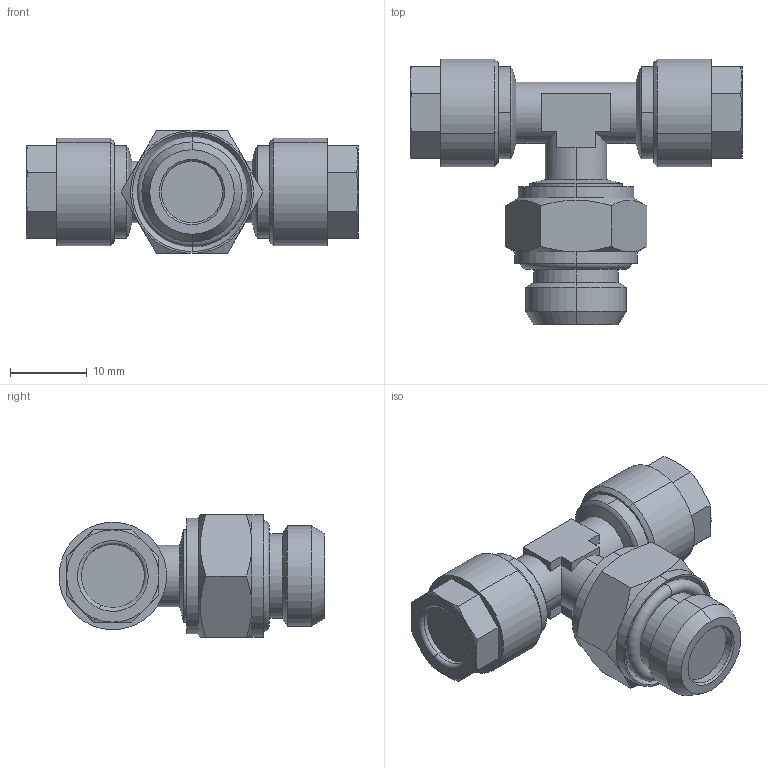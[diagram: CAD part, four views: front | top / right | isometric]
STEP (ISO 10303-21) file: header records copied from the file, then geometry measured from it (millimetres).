
FILE_DESCRIPTION(( 'MC.42.08.14.step' ), '1');
FILE_NAME( 'MC.42.08.14.step', '2018-11-09T15:45:28',( 'Sopra'),('sopra-pneumatic.com'), 'SwSTEP 2.0','SolidWorks 2009','' );
FILE_SCHEMA (( 'AUTOMOTIVE_DESIGN' ));
Length unit declared in the file: millimetre
Products named in the file (1): 0121500004
Bounding box: 43.2 x 34.59 x 16 mm (x, y, z)
Volume: 7808.2 mm3; surface area: 3760.7 mm2
Topology: 1 solids, 3 shells, 160 faces, 360 edges, 216 vertices
Faces by surface type: plane 55, cone 50, cylinder 37, torus 18
Entity records: 6350 total; most frequent: CARTESIAN_POINT 994, DIRECTION 780, ORIENTED_EDGE 720, EDGE_CURVE 360, AXIS2_PLACEMENT_3D 318, VERTEX_POINT 216, EDGE_LOOP 170, UNCERTAINTY_MEASURE_WITH_UNIT 163
